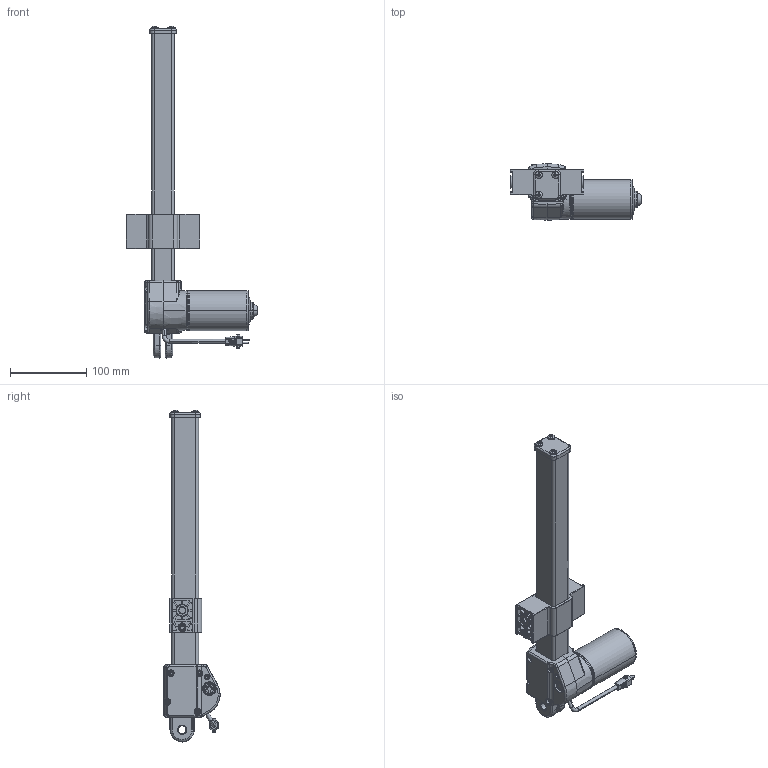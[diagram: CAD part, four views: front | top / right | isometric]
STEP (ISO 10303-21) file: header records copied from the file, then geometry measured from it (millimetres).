
FILE_DESCRIPTION (( 'STEP AP203' ), '1' );
FILE_NAME ('3D_TA25-A.STEP', '2017-02-10T02:24:46', ( 'Phil Lee' ), ( 'Toshiba' ), 'SwSTEP 2.0', 'SolidWorks 2015', '' );
FILE_SCHEMA (( 'CONFIG_CONTROL_DESIGN' ));
Length unit declared in the file: millimetre
Products named in the file (1): 3D_TA25-A
Bounding box: 171.88 x 73.77 x 435.09 mm (x, y, z)
Volume: 550786.1 mm3; surface area: 203195.1 mm2
Topology: 7 solids, 7 shells, 1412 faces, 3504 edges, 2140 vertices
Faces by surface type: plane 537, cylinder 515, cone 176, bspline 72, torus 70, sphere 42
Entity records: 44095 total; most frequent: CARTESIAN_POINT 11196, DIRECTION 7044, ORIENTED_EDGE 6824, EDGE_CURVE 3412, AXIS2_PLACEMENT_3D 2635, VERTEX_POINT 2090, LINE 1774, VECTOR 1774
